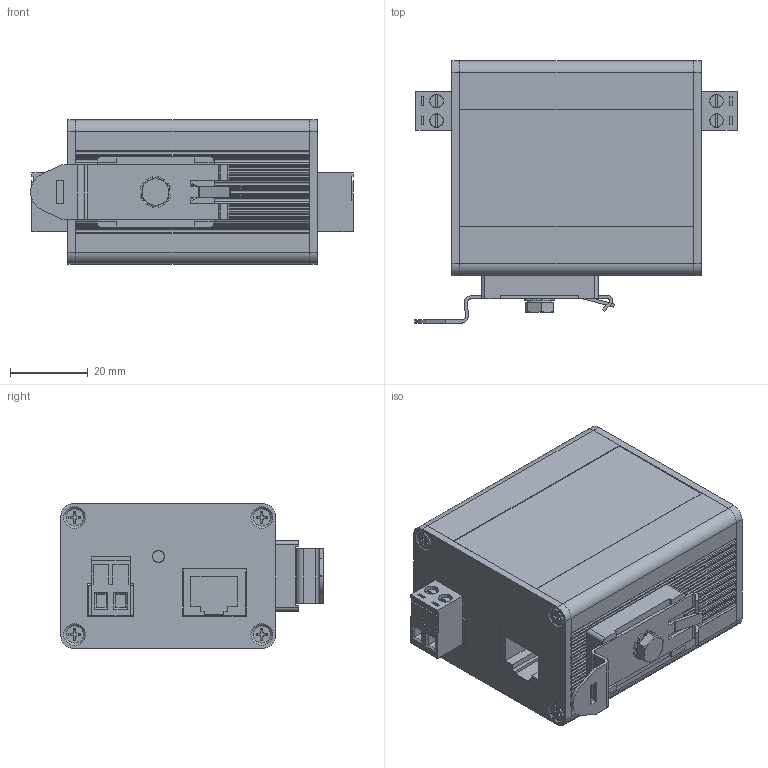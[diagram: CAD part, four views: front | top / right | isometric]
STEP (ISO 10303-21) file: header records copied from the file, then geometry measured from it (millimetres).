
FILE_DESCRIPTION (( 'STEP AP214' ), '1' );
FILE_NAME ('3D_MSP-VM24-R.STEP', '2020-12-04T07:38:44', ( 'admin' ), ( '' ), 'SwSTEP 2.0', 'SolidWorks 2016', '' );
FILE_SCHEMA (( 'AUTOMOTIVE_DESIGN' ));
Length unit declared in the file: millimetre
Products named in the file (16): 2EDGK-5.0-2P; 衵結啣-20111108; 酘結啣-20111108; hexagon head bolts-full thread gb_GB_FASTENER_BOLT_STBAB A M4X8-N; lock washers external teeth gb_GB_LOCK_WASHERS_TYPE3 4; 嘐隅像1; 褲极2; 2EDGRC-5.0-2P; 錨璃3^蚾饜极2; 腑; MSP-VM24-R褲极; 菜輸; 3D_MSP-VM24-R; 蚾饜极2; RJ45諉芛; cross recessed countersunk head screws gb1_GB_CROSS_SCREWS_TYPE4 M2.5X8-6.5  H type-S
Assembly tree (25 placements, depth 3):
  錨璃3^蚾饜极2
  3D_MSP-VM24-R
    菜輸
    蚾饜极2
      MSP-VM24-R褲极
      腑
      2EDGRC-5.0-2P  x2
      菜輸
      褲极2
      嘐隅像1
      lock washers external teeth gb_GB_LOCK_WASHERS_TYPE3 4
      hexagon head bolts-full thread gb_GB_FASTENER_BOLT_STBAB A M4X8-N
      酘結啣-20111108
      衵結啣-20111108
      2EDGK-5.0-2P  x2
      cross recessed countersunk head screws gb1_GB_CROSS_SCREWS_TYPE4 M2.5X8-6.5  H type-S  x8
      RJ45諉芛  x2
Bounding box: 82.7 x 67.2 x 37 mm (x, y, z)
Volume: 46288.2 mm3; surface area: 48208.1 mm2
Topology: 24 solids, 24 shells, 1752 faces, 4265 edges, 2656 vertices
Faces by surface type: plane 882, cylinder 488, cone 380, torus 2
Full cylindrical faces by diameter (mm): 0.3 x20, 0.5 x4, 1 x4, 2.5 x176, 2.9 x8, 3 x5, 3.2 x1, 3.3 x6, 3.4 x4, 3.5 x4, 4 x2, 4.2 x1, 4.4 x8, 4.5 x3, 4.6 x1
Entity records: 32406 total; most frequent: CARTESIAN_POINT 4952, DIRECTION 4392, ORIENTED_EDGE 4290, EDGE_CURVE 2145, VECTOR 1514, LINE 1514, VERTEX_POINT 1479, AXIS2_PLACEMENT_3D 1439
